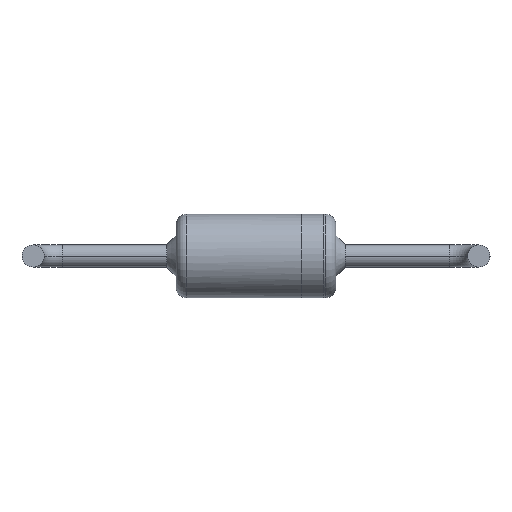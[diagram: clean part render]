
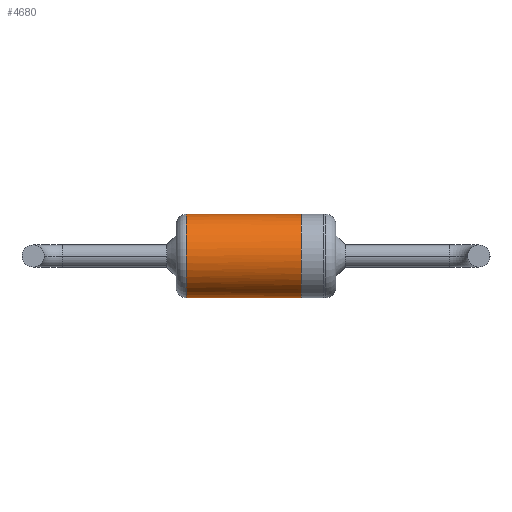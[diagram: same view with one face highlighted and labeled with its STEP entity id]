
A CAD part, front view. The second image highlights one B-rep face of the part: STEP entity #4680.
In plain terms, the highlighted cylindrical face has radius 0.953 mm (diameter 1.905 mm), a partial arc.
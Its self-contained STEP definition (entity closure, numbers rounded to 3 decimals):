
#30 = VECTOR ( 'NONE', #2387, 1000. ) ;
#54 = CARTESIAN_POINT ( 'NONE',  ( 4.523, 1.451, 0.952 ) ) ;
#67 = ORIENTED_EDGE ( 'NONE', *, *, #529, .F. ) ;
#149 = CARTESIAN_POINT ( 'NONE',  ( 6.106, 0.603, 0.497 ) ) ;
#208 = AXIS2_PLACEMENT_3D ( 'NONE', #4110, #222, #4950 ) ;
#222 = DIRECTION ( 'NONE',  ( -1., 0., 0. ) ) ;
#262 = AXIS2_PLACEMENT_3D ( 'NONE', #4982, #5480, #2569 ) ;
#301 = EDGE_CURVE ( 'NONE', #1235, #1423, #5216, .T. ) ;
#330 = CARTESIAN_POINT ( 'NONE',  ( 3.048, 1.453, 0.952 ) ) ;
#333 = CARTESIAN_POINT ( 'NONE',  ( 3.048, 1.453, -0.952 ) ) ;
#342 = DIRECTION ( 'NONE',  ( 0., 0., 1. ) ) ;
#491 = VERTEX_POINT ( 'NONE', #4809 ) ;
#529 = EDGE_CURVE ( 'NONE', #491, #2027, #1605, .T. ) ;
#553 = CARTESIAN_POINT ( 'NONE',  ( 6.106, 0.955, -0.85 ) ) ;
#662 = CIRCLE ( 'NONE', #1383, 0.952 ) ;
#671 = ORIENTED_EDGE ( 'NONE', *, *, #2656, .T. ) ;
#1047 = CARTESIAN_POINT ( 'NONE',  ( 6.106, 1.453, 0.952 ) ) ;
#1153 = VERTEX_POINT ( 'NONE', #3081 ) ;
#1224 = ORIENTED_EDGE ( 'NONE', *, *, #2015, .T. ) ;
#1235 = VERTEX_POINT ( 'NONE', #4083 ) ;
#1265 = EDGE_CURVE ( 'NONE', #5233, #1153, #1551, .T. ) ;
#1327 = LINE ( 'NONE', #54, #5337 ) ;
#1368 = CARTESIAN_POINT ( 'NONE',  ( 6.106, 0.5, -0.249 ) ) ;
#1375 = VERTEX_POINT ( 'NONE', #1417 ) ;
#1383 = AXIS2_PLACEMENT_3D ( 'NONE', #1645, #2536, #342 ) ;
#1389 = CYLINDRICAL_SURFACE ( 'NONE', #208, 0.952 ) ;
#1399 = CARTESIAN_POINT ( 'NONE',  ( 3.048, 1.453, 0.952 ) ) ;
#1417 = CARTESIAN_POINT ( 'NONE',  ( 4.523, 1.451, 0.952 ) ) ;
#1423 = VERTEX_POINT ( 'NONE', #4860 ) ;
#1492 = CARTESIAN_POINT ( 'NONE',  ( 6.106, 0.603, -0.497 ) ) ;
#1525 = VERTEX_POINT ( 'NONE', #5161 ) ;
#1543 = VECTOR ( 'NONE', #5412, 1000. ) ;
#1551 = LINE ( 'NONE', #330, #30 ) ;
#1605 = LINE ( 'NONE', #333, #1543 ) ;
#1645 = CARTESIAN_POINT ( 'NONE',  ( 3.496, 1.453, 0. ) ) ;
#1720 = VECTOR ( 'NONE', #4300, 1000. ) ;
#2007 = EDGE_CURVE ( 'NONE', #491, #5233, #4823, .T. ) ;
#2015 = EDGE_CURVE ( 'NONE', #1423, #1525, #4744, .T. ) ;
#2027 = VERTEX_POINT ( 'NONE', #4358 ) ;
#2387 = DIRECTION ( 'NONE',  ( -1., 0., 0. ) ) ;
#2499 = ORIENTED_EDGE ( 'NONE', *, *, #2007, .T. ) ;
#2536 = DIRECTION ( 'NONE',  ( -1., 0., 0. ) ) ;
#2569 = DIRECTION ( 'NONE',  ( 0., 0.059, 0.998 ) ) ;
#2590 = DIRECTION ( 'NONE',  ( -1., 0., 0. ) ) ;
#2616 = CARTESIAN_POINT ( 'NONE',  ( 6.106, 0.5, 0.249 ) ) ;
#2656 = EDGE_CURVE ( 'NONE', #1375, #1235, #1327, .T. ) ;
#3063 = CARTESIAN_POINT ( 'NONE',  ( 6.106, 1.453, 0.952 ) ) ;
#3081 = CARTESIAN_POINT ( 'NONE',  ( 4.523, 1.453, 0.952 ) ) ;
#3466 = CIRCLE ( 'NONE', #262, 0.952 ) ;
#3550 = CARTESIAN_POINT ( 'NONE',  ( 6.106, 0.955, 0.85 ) ) ;
#3942 = CARTESIAN_POINT ( 'NONE',  ( 6.106, 1.203, -0.952 ) ) ;
#4083 = CARTESIAN_POINT ( 'NONE',  ( 4.123, 1.451, 0.952 ) ) ;
#4110 = CARTESIAN_POINT ( 'NONE',  ( 3.048, 1.453, 0. ) ) ;
#4155 = EDGE_LOOP ( 'NONE', ( #67, #2499, #4949, #4683, #671, #4538, #1224, #4884 ) ) ;
#4156 = AXIS2_PLACEMENT_3D ( 'NONE', #4646, #2590, #5118 ) ;
#4279 = CARTESIAN_POINT ( 'NONE',  ( 6.106, 1.203, 0.952 ) ) ;
#4288 = DIRECTION ( 'NONE',  ( -1., 0., 0. ) ) ;
#4300 = DIRECTION ( 'NONE',  ( -1., 0., 0. ) ) ;
#4358 = CARTESIAN_POINT ( 'NONE',  ( 3.496, 1.453, -0.952 ) ) ;
#4538 = ORIENTED_EDGE ( 'NONE', *, *, #301, .T. ) ;
#4646 = CARTESIAN_POINT ( 'NONE',  ( 4.123, 1.453, 0. ) ) ;
#4680 = ADVANCED_FACE ( 'NONE', ( #5160 ), #1389, .T. ) ;
#4683 = ORIENTED_EDGE ( 'NONE', *, *, #4792, .F. ) ;
#4744 = LINE ( 'NONE', #1399, #1720 ) ;
#4792 = EDGE_CURVE ( 'NONE', #1375, #1153, #3466, .T. ) ;
#4809 = CARTESIAN_POINT ( 'NONE',  ( 6.106, 1.453, -0.952 ) ) ;
#4823 = B_SPLINE_CURVE_WITH_KNOTS ( 'NONE', 3,
 ( #5171, #3942, #553, #1492, #1368, #2616, #149, #3550, #4279, #3063 ),
 .UNSPECIFIED., .F., .F.,
 ( 4, 2, 2, 2, 4 ),
 ( 0.5, 0.625, 0.75, 0.875, 1. ),
 .UNSPECIFIED. ) ;
#4860 = CARTESIAN_POINT ( 'NONE',  ( 4.123, 1.453, 0.952 ) ) ;
#4884 = ORIENTED_EDGE ( 'NONE', *, *, #5272, .F. ) ;
#4949 = ORIENTED_EDGE ( 'NONE', *, *, #1265, .T. ) ;
#4950 = DIRECTION ( 'NONE',  ( 0., 0., 1. ) ) ;
#4982 = CARTESIAN_POINT ( 'NONE',  ( 4.523, 1.453, 0. ) ) ;
#5118 = DIRECTION ( 'NONE',  ( 0., 0.059, 0.998 ) ) ;
#5160 = FACE_OUTER_BOUND ( 'NONE', #4155, .T. ) ;
#5161 = CARTESIAN_POINT ( 'NONE',  ( 3.496, 1.453, 0.952 ) ) ;
#5171 = CARTESIAN_POINT ( 'NONE',  ( 6.106, 1.453, -0.952 ) ) ;
#5216 = CIRCLE ( 'NONE', #4156, 0.952 ) ;
#5233 = VERTEX_POINT ( 'NONE', #1047 ) ;
#5272 = EDGE_CURVE ( 'NONE', #2027, #1525, #662, .T. ) ;
#5337 = VECTOR ( 'NONE', #4288, 1000. ) ;
#5412 = DIRECTION ( 'NONE',  ( -1., 0., 0. ) ) ;
#5480 = DIRECTION ( 'NONE',  ( -1., 0., 0. ) ) ;
